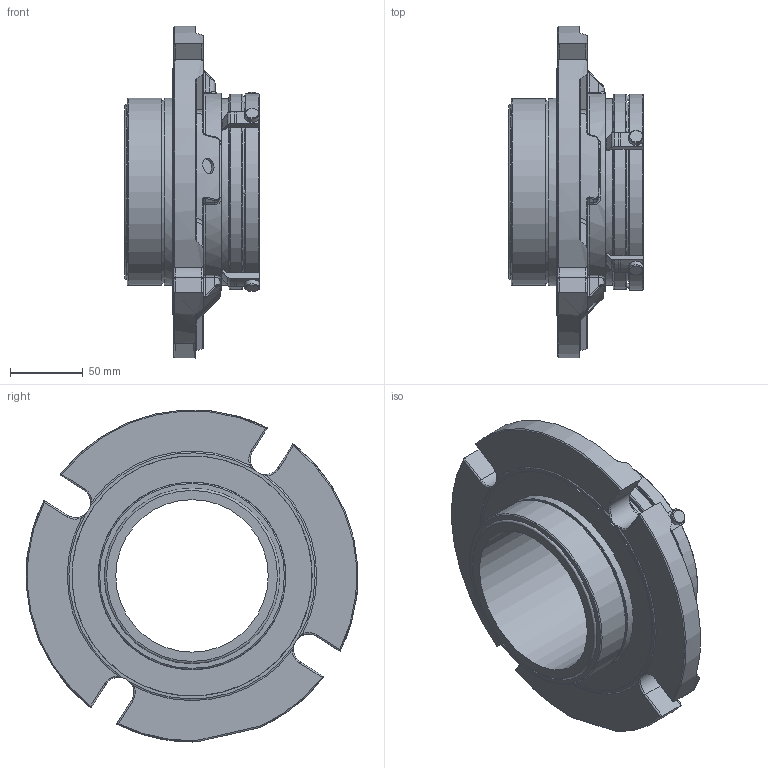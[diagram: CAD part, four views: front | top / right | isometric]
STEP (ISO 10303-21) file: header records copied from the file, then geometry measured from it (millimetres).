
FILE_DESCRIPTION(/* description */ ('Unknown'),/* implementation_level */ '2;1');
FILE_NAME(/* name */ '4.125',/* time_stamp */ '2023-02-07T16:51:48+00:00',/* author */ ('Unknown'),/* organization */ ('Unknown'),/* preprocessor_version */ 'ST-DEVELOPER v16.7',/* originating_system */ 'Solid Edge',/* authorisation */ 'Unknown');
FILE_SCHEMA (('AUTOMOTIVE_DESIGN {1 0 10303 214 3 1 1}'));
Length unit declared in the file: millimetre
Products named in the file (1): 4.125
Bounding box: 92.63 x 228.06 x 228.2 mm (x, y, z)
Volume: 936698.7 mm3; surface area: 147573.9 mm2
Topology: 1 solids, 1 shells, 575 faces, 1474 edges, 927 vertices
Faces by surface type: plane 201, cylinder 155, bspline 84, torus 82, sphere 32, cone 21
Full cylindrical faces by diameter (mm): 3.175 x2, 3.761 x1, 10 x4, 10.998 x2, 104.775 x1, 120.625 x1, 122.631 x1, 125.654 x1, 128.473 x1, 128.575 x1, 128.905 x1, 134.772 x1, 165.1 x1
Entity records: 20178 total; most frequent: CARTESIAN_POINT 7246, ORIENTED_EDGE 2844, DIRECTION 2443, EDGE_CURVE 1422, AXIS2_PLACEMENT_3D 982, VERTEX_POINT 911, EDGE_LOOP 651, FACE_BOUND 651
